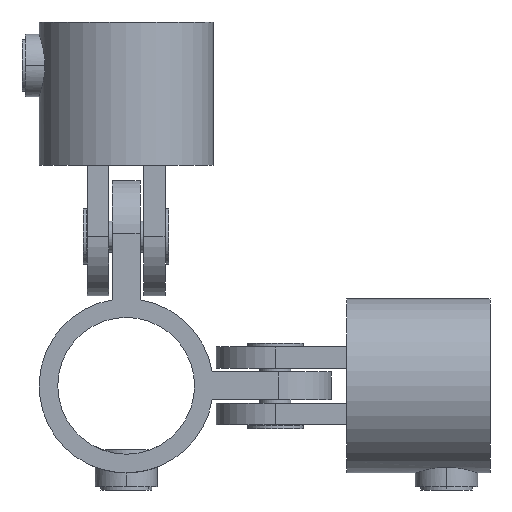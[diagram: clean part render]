
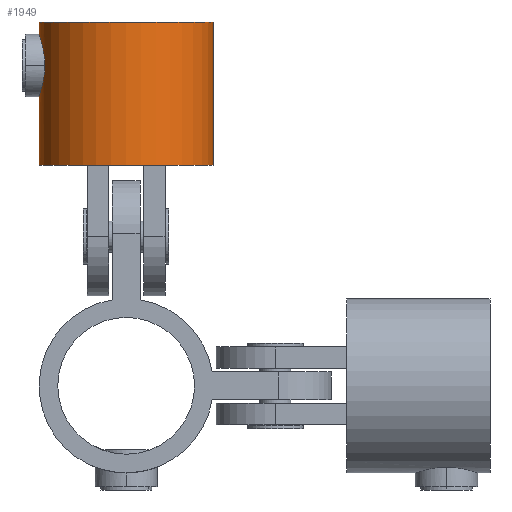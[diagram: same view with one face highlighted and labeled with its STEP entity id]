
A CAD part, left-side view. The second image highlights one B-rep face of the part: STEP entity #1949.
In plain terms, the highlighted cylindrical face has radius 28 mm (diameter 56 mm), a partial arc.
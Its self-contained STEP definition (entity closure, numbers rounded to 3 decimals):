
#19 = B_SPLINE_CURVE_WITH_KNOTS ( 'NONE', 3,
 ( #1130, #1131, #1106, #1104, #1098, #1094, #1088, #1087, #1083, #1080, #1078, #1076, #1071, #1069, #1068, #1064, #1060, #1057, #1048, #2378, #2377, #2373, #1047, #1043 ),
 .UNSPECIFIED., .F., .F.,
 ( 4, 2, 2, 2, 2, 2, 2, 2, 2, 2, 2, 4 ),
 ( 0.047, 0.049, 0.05, 0.051, 0.052, 0.053, 0.055, 0.057, 0.059, 0.06, 0.061, 0.063 ),
 .UNSPECIFIED. ) ;
#74 = DIRECTION ( 'NONE',  ( 0., -1., 0. ) ) ;
#79 = CARTESIAN_POINT ( 'NONE',  ( 0., 46., 0. ) ) ;
#116 = DIRECTION ( 'NONE',  ( 0., 0., -1. ) ) ;
#121 = CARTESIAN_POINT ( 'NONE',  ( 0., 46., 28. ) ) ;
#261 = ORIENTED_EDGE ( 'NONE', *, *, #1540, .T. ) ;
#535 = B_SPLINE_CURVE_WITH_KNOTS ( 'NONE', 3,
 ( #618, #671, #607, #605, #602, #600, #596, #588, #587, #584, #583, #580, #579, #575, #574, #568, #565, #562, #561, #558, #554, #549, #548, #544 ),
 .UNSPECIFIED., .F., .F.,
 ( 4, 2, 2, 2, 2, 2, 2, 2, 2, 2, 2, 4 ),
 ( 0., 0.002, 0.003, 0.004, 0.006, 0.007, 0.008, 0.01, 0.012, 0.013, 0.014, 0.016 ),
 .UNSPECIFIED. ) ;
#544 = CARTESIAN_POINT ( 'NONE',  ( 0., 4., 28. ) ) ;
#548 = CARTESIAN_POINT ( 'NONE',  ( -0.659, 4., 28. ) ) ;
#549 = CARTESIAN_POINT ( 'NONE',  ( -1.312, 4.064, 27.977 ) ) ;
#554 = CARTESIAN_POINT ( 'NONE',  ( -2.283, 4.258, 27.909 ) ) ;
#558 = CARTESIAN_POINT ( 'NONE',  ( -2.606, 4.34, 27.88 ) ) ;
#561 = CARTESIAN_POINT ( 'NONE',  ( -3.236, 4.532, 27.814 ) ) ;
#562 = CARTESIAN_POINT ( 'NONE',  ( -3.543, 4.643, 27.777 ) ) ;
#565 = CARTESIAN_POINT ( 'NONE',  ( -4.445, 5.019, 27.652 ) ) ;
#568 = CARTESIAN_POINT ( 'NONE',  ( -5.019, 5.326, 27.552 ) ) ;
#574 = CARTESIAN_POINT ( 'NONE',  ( -6.11, 6.057, 27.331 ) ) ;
#575 = CARTESIAN_POINT ( 'NONE',  ( -6.611, 6.469, 27.212 ) ) ;
#577 = VERTEX_POINT ( 'NONE', #2625 ) ;
#579 = CARTESIAN_POINT ( 'NONE',  ( -7.297, 7.155, 27.033 ) ) ;
#580 = CARTESIAN_POINT ( 'NONE',  ( -7.515, 7.395, 26.974 ) ) ;
#583 = CARTESIAN_POINT ( 'NONE',  ( -7.929, 7.898, 26.855 ) ) ;
#584 = CARTESIAN_POINT ( 'NONE',  ( -8.125, 8.162, 26.796 ) ) ;
#587 = CARTESIAN_POINT ( 'NONE',  ( -8.67, 8.974, 26.627 ) ) ;
#588 = CARTESIAN_POINT ( 'NONE',  ( -8.977, 9.546, 26.523 ) ) ;
#596 = CARTESIAN_POINT ( 'NONE',  ( -9.355, 10.453, 26.391 ) ) ;
#600 = CARTESIAN_POINT ( 'NONE',  ( -9.468, 10.764, 26.351 ) ) ;
#602 = CARTESIAN_POINT ( 'NONE',  ( -9.661, 11.396, 26.281 ) ) ;
#605 = CARTESIAN_POINT ( 'NONE',  ( -9.741, 11.714, 26.251 ) ) ;
#607 = CARTESIAN_POINT ( 'NONE',  ( -9.934, 12.679, 26.179 ) ) ;
#618 = CARTESIAN_POINT ( 'NONE',  ( -10., 14., 26.153 ) ) ;
#645 = DIRECTION ( 'NONE',  ( 0., 0., 1. ) ) ;
#647 = DIRECTION ( 'NONE',  ( 0., 1., 0. ) ) ;
#649 = CARTESIAN_POINT ( 'NONE',  ( 0., 0., 0. ) ) ;
#671 = CARTESIAN_POINT ( 'NONE',  ( -10., 13.333, 26.153 ) ) ;
#690 = DIRECTION ( 'NONE',  ( 0., 0., 1. ) ) ;
#691 = DIRECTION ( 'NONE',  ( 0., 1., 0. ) ) ;
#695 = CARTESIAN_POINT ( 'NONE',  ( 0., 46., 0. ) ) ;
#715 = CARTESIAN_POINT ( 'NONE',  ( 0., 46., -28. ) ) ;
#741 = DIRECTION ( 'NONE',  ( 0., -1., 0. ) ) ;
#743 = ORIENTED_EDGE ( 'NONE', *, *, #1466, .F. ) ;
#745 = VERTEX_POINT ( 'NONE', #2099 ) ;
#815 = VERTEX_POINT ( 'NONE', #1693 ) ;
#837 = ORIENTED_EDGE ( 'NONE', *, *, #1578, .F. ) ;
#886 = DIRECTION ( 'NONE',  ( 0., -1., 0. ) ) ;
#906 = CARTESIAN_POINT ( 'NONE',  ( 0., 46., 28. ) ) ;
#948 = CARTESIAN_POINT ( 'NONE',  ( 0., 0., 28. ) ) ;
#994 = EDGE_LOOP ( 'NONE', ( #3060, #3061, #3146, #261, #743, #837, #1430 ) ) ;
#1043 = CARTESIAN_POINT ( 'NONE',  ( -10., 14., 26.153 ) ) ;
#1047 = CARTESIAN_POINT ( 'NONE',  ( -10., 14.667, 26.153 ) ) ;
#1048 = CARTESIAN_POINT ( 'NONE',  ( -9.47, 17.229, 26.35 ) ) ;
#1053 = VERTEX_POINT ( 'NONE', #1661 ) ;
#1057 = CARTESIAN_POINT ( 'NONE',  ( -9.357, 17.542, 26.39 ) ) ;
#1060 = CARTESIAN_POINT ( 'NONE',  ( -8.979, 18.451, 26.523 ) ) ;
#1064 = CARTESIAN_POINT ( 'NONE',  ( -8.672, 19.022, 26.626 ) ) ;
#1068 = CARTESIAN_POINT ( 'NONE',  ( -7.95, 20.1, 26.85 ) ) ;
#1069 = CARTESIAN_POINT ( 'NONE',  ( -7.531, 20.611, 26.972 ) ) ;
#1071 = CARTESIAN_POINT ( 'NONE',  ( -6.615, 21.528, 27.212 ) ) ;
#1076 = CARTESIAN_POINT ( 'NONE',  ( -6.115, 21.939, 27.33 ) ) ;
#1078 = CARTESIAN_POINT ( 'NONE',  ( -5.301, 22.486, 27.495 ) ) ;
#1080 = CARTESIAN_POINT ( 'NONE',  ( -5.018, 22.656, 27.548 ) ) ;
#1083 = CARTESIAN_POINT ( 'NONE',  ( -4.442, 22.965, 27.647 ) ) ;
#1087 = CARTESIAN_POINT ( 'NONE',  ( -4.148, 23.105, 27.693 ) ) ;
#1088 = CARTESIAN_POINT ( 'NONE',  ( -3.545, 23.356, 27.776 ) ) ;
#1094 = CARTESIAN_POINT ( 'NONE',  ( -3.237, 23.467, 27.814 ) ) ;
#1098 = CARTESIAN_POINT ( 'NONE',  ( -2.608, 23.659, 27.88 ) ) ;
#1104 = CARTESIAN_POINT ( 'NONE',  ( -2.285, 23.741, 27.909 ) ) ;
#1106 = CARTESIAN_POINT ( 'NONE',  ( -1.313, 23.935, 27.977 ) ) ;
#1110 = VERTEX_POINT ( 'NONE', #1625 ) ;
#1130 = CARTESIAN_POINT ( 'NONE',  ( 0., 24., 28. ) ) ;
#1131 = CARTESIAN_POINT ( 'NONE',  ( -0.659, 24., 28. ) ) ;
#1249 = EDGE_CURVE ( 'NONE', #815, #1110, #19, .T. ) ;
#1369 = VERTEX_POINT ( 'NONE', #948 ) ;
#1430 = ORIENTED_EDGE ( 'NONE', *, *, #1249, .F. ) ;
#1445 = VERTEX_POINT ( 'NONE', #906 ) ;
#1466 = EDGE_CURVE ( 'NONE', #1053, #1369, #3195, .T. ) ;
#1513 = EDGE_CURVE ( 'NONE', #745, #577, #3263, .T. ) ;
#1519 = EDGE_CURVE ( 'NONE', #745, #1445, #3238, .T. ) ;
#1540 = EDGE_CURVE ( 'NONE', #577, #1369, #3244, .T. ) ;
#1578 = EDGE_CURVE ( 'NONE', #1110, #1053, #535, .T. ) ;
#1625 = CARTESIAN_POINT ( 'NONE',  ( -10., 14., 26.153 ) ) ;
#1661 = CARTESIAN_POINT ( 'NONE',  ( 0., 4., 28. ) ) ;
#1693 = CARTESIAN_POINT ( 'NONE',  ( 0., 24., 28. ) ) ;
#1795 = DIRECTION ( 'NONE',  ( 0., -1., 0. ) ) ;
#1949 = ADVANCED_FACE ( 'NONE', ( #2895 ), #2834, .T. ) ;
#2031 = CARTESIAN_POINT ( 'NONE',  ( 0., 46., 28. ) ) ;
#2038 = EDGE_CURVE ( 'NONE', #1445, #815, #2859, .T. ) ;
#2099 = CARTESIAN_POINT ( 'NONE',  ( 0., 46., -28. ) ) ;
#2373 = CARTESIAN_POINT ( 'NONE',  ( -9.934, 15.321, 26.179 ) ) ;
#2377 = CARTESIAN_POINT ( 'NONE',  ( -9.741, 16.283, 26.251 ) ) ;
#2378 = CARTESIAN_POINT ( 'NONE',  ( -9.662, 16.601, 26.281 ) ) ;
#2472 = AXIS2_PLACEMENT_3D ( 'NONE', #79, #74, #116 ) ;
#2625 = CARTESIAN_POINT ( 'NONE',  ( 0., 0., -28. ) ) ;
#2772 = AXIS2_PLACEMENT_3D ( 'NONE', #695, #691, #690 ) ;
#2780 = AXIS2_PLACEMENT_3D ( 'NONE', #649, #647, #645 ) ;
#2802 = VECTOR ( 'NONE', #1795, 1000. ) ;
#2834 = CYLINDRICAL_SURFACE ( 'NONE', #2472, 28. ) ;
#2859 = LINE ( 'NONE', #2031, #2802 ) ;
#2895 = FACE_OUTER_BOUND ( 'NONE', #994, .T. ) ;
#3060 = ORIENTED_EDGE ( 'NONE', *, *, #2038, .F. ) ;
#3061 = ORIENTED_EDGE ( 'NONE', *, *, #1519, .F. ) ;
#3146 = ORIENTED_EDGE ( 'NONE', *, *, #1513, .T. ) ;
#3195 = LINE ( 'NONE', #121, #3252 ) ;
#3209 = VECTOR ( 'NONE', #741, 1000. ) ;
#3238 = CIRCLE ( 'NONE', #2772, 28. ) ;
#3244 = CIRCLE ( 'NONE', #2780, 28. ) ;
#3252 = VECTOR ( 'NONE', #886, 1000. ) ;
#3263 = LINE ( 'NONE', #715, #3209 ) ;
